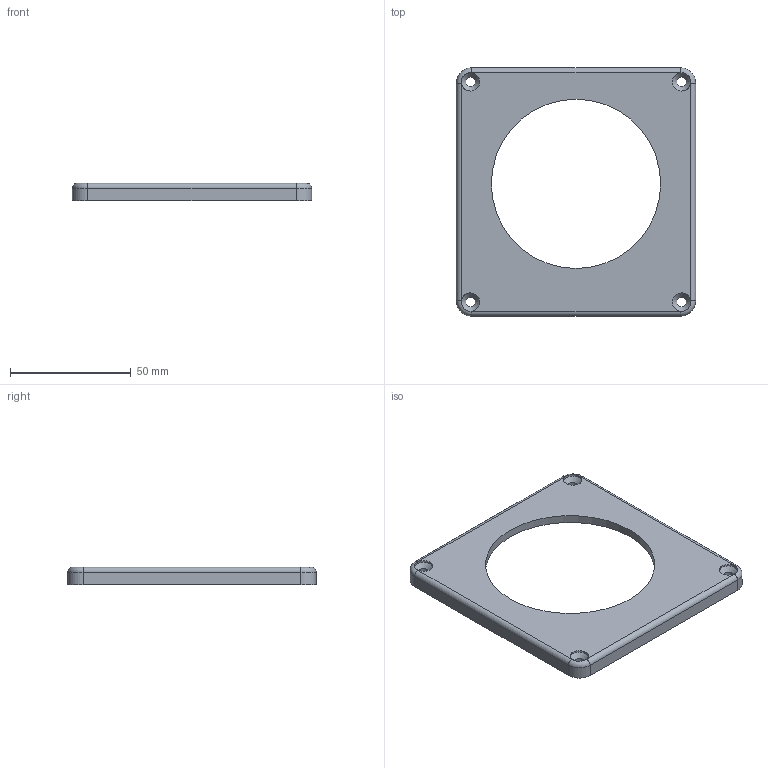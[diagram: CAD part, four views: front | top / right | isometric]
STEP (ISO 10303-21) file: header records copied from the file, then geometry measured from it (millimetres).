
FILE_DESCRIPTION(/* description */ (''),/* implementation_level */ '2;1');
FILE_NAME(/* name */ 'RPLIDAR S2 Rev C Lid v3 - ORING.step',/* time_stamp */ '2022-12-09T21:11:24-06:00',/* author */ (''),/* organization */ (''),/* preprocessor_version */ 'ST-DEVELOPER v19.2',/* originating_system */ 'Autodesk Translation Framework v11.17.0.187',/* authorisation */ '');
FILE_SCHEMA (('AUTOMOTIVE_DESIGN { 1 0 10303 214 3 1 1 }'));
Length unit declared in the file: inch
Products named in the file (1): RPLIDAR S2 Rev C Lid
Bounding box: 99.06 x 102.87 x 7.24 mm (x, y, z)
Volume: 24739.4 mm3; surface area: 20575.5 mm2
Topology: 1 solids, 1 shells, 112 faces, 311 edges, 202 vertices
Faces by surface type: cylinder 56, plane 48, torus 4, cone 4
Full cylindrical faces by diameter (mm): 4.064 x4, 7.62 x4, 70.104 x1, 71.374 x1, 76.962 x1
Entity records: 3706 total; most frequent: CARTESIAN_POINT 680, DIRECTION 653, ORIENTED_EDGE 622, EDGE_CURVE 311, AXIS2_PLACEMENT_3D 235, VERTEX_POINT 202, LINE 183, VECTOR 183
